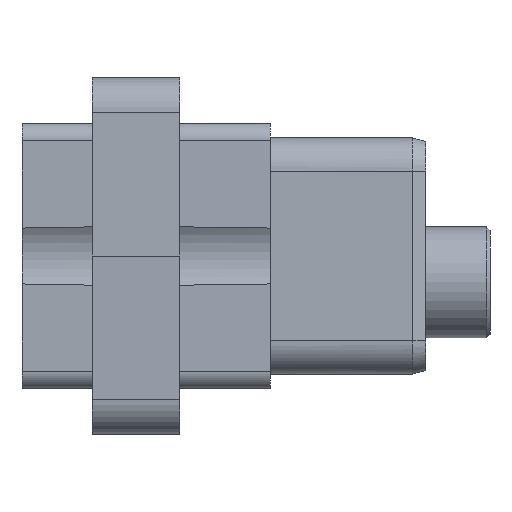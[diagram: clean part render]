
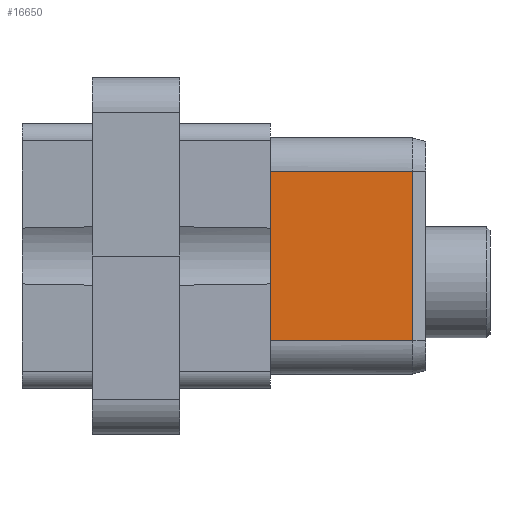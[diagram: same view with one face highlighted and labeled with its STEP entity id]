
A CAD part, front view. The second image highlights one B-rep face of the part: STEP entity #16650.
In plain terms, the highlighted planar face has unit normal (0.011, -1, 0).
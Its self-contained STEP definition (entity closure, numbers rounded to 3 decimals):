
#3201=CARTESIAN_POINT('',(18.234,-20.838,4.825));
#3202=CARTESIAN_POINT('',(18.234,-20.838,3.753));
#3203=CARTESIAN_POINT('',(18.235,-20.838,1.608));
#3204=CARTESIAN_POINT('',(18.235,-20.838,
-1.608));
#3205=CARTESIAN_POINT('',(18.235,-20.838,
-3.753));
#3206=CARTESIAN_POINT('',(18.235,-20.838,
-4.825));
#3208=CARTESIAN_POINT('',(10.125,-20.93,-4.825));
#3209=CARTESIAN_POINT('',(11.026,-20.92,-4.825));
#3210=CARTESIAN_POINT('',(12.828,-20.899,
-4.825));
#3211=CARTESIAN_POINT('',(15.532,-20.869,
-4.825));
#3212=CARTESIAN_POINT('',(17.334,-20.848,
-4.825));
#3213=CARTESIAN_POINT('',(18.235,-20.838,
-4.825));
#3215=DIRECTION('',(1.,0.011,0.));
#3216=VECTOR('',#3215,8.11);
#3217=CARTESIAN_POINT('',(10.125,-20.93,4.825));
#3218=LINE('',#3217,#3216);
#3219=CARTESIAN_POINT('',(18.235,-20.838,
-4.825));
#3524=CARTESIAN_POINT('',(18.234,-20.838,4.825));
#3704=DIRECTION('',(0.,0.,1.));
#3705=VECTOR('',#3704,9.65);
#3706=CARTESIAN_POINT('',(10.125,-20.93,-4.825));
#3707=LINE('',#3706,#3705);
#11951=CARTESIAN_POINT('',(10.125,-20.93,-4.825));
#11952=CARTESIAN_POINT('',(10.125,-20.93,4.825));
#11953=VERTEX_POINT('',#11951);
#11954=VERTEX_POINT('',#11952);
#11985=VERTEX_POINT('',#3219);
#12006=VERTEX_POINT('',#3524);
#16636=CARTESIAN_POINT('',(14.535,-20.88,0.));
#16637=DIRECTION('',(0.011,-1.,0.));
#16638=DIRECTION('',(0.,0.,1.));
#16639=AXIS2_PLACEMENT_3D('',#16636,#16637,#16638);
#16640=PLANE('',#16639);
#16641=ORIENTED_EDGE('',*,*,#16630,.T.);
#16643=ORIENTED_EDGE('',*,*,#16642,.F.);
#16645=ORIENTED_EDGE('',*,*,#16644,.T.);
#16647=ORIENTED_EDGE('',*,*,#16646,.T.);
#16648=EDGE_LOOP('',(#16641,#16643,#16645,#16647));
#16649=FACE_OUTER_BOUND('',#16648,.F.);
#16650=ADVANCED_FACE('',(#16649),#16640,.T.);
#3207=B_SPLINE_CURVE_WITH_KNOTS('',3,(#3201,#3202,#3203,#3204,#3205,#3206),
.UNSPECIFIED.,.F.,.F.,(4,1,1,4),(0.,0.333,0.667,1.),
.UNSPECIFIED.);
#3214=B_SPLINE_CURVE_WITH_KNOTS('',3,(#3208,#3209,#3210,#3211,#3212,#3213),
.UNSPECIFIED.,.F.,.F.,(4,1,1,4),(0.,0.333,0.667,1.),
.UNSPECIFIED.);
#16630=EDGE_CURVE('',#12006,#11985,#3207,.T.);
#16642=EDGE_CURVE('',#11953,#11985,#3214,.T.);
#16644=EDGE_CURVE('',#11953,#11954,#3707,.T.);
#16646=EDGE_CURVE('',#11954,#12006,#3218,.T.);
